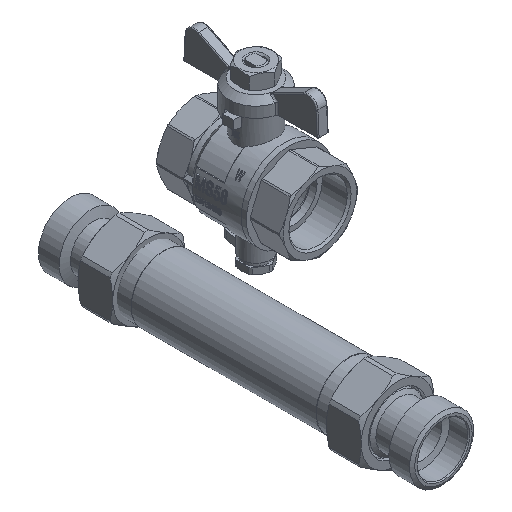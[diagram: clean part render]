
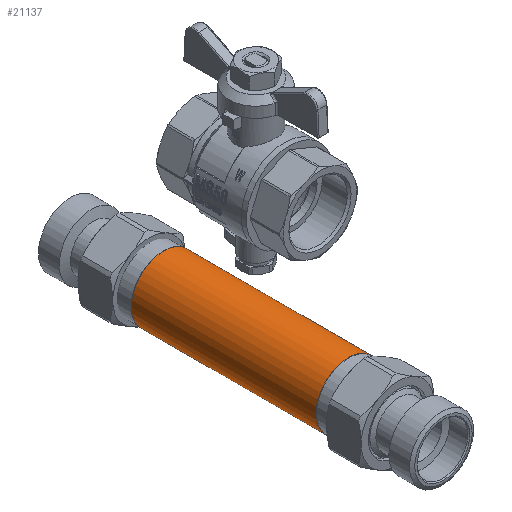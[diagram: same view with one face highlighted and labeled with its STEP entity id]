
A CAD part, isometric view. The second image highlights one B-rep face of the part: STEP entity #21137.
In plain terms, the highlighted cylindrical face has radius 16.85 mm (diameter 33.7 mm), a full revolution.
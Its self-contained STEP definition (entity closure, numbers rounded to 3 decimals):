
#5196=ORIENTED_EDGE('',*,*,#11672,.T.);
#5197=ORIENTED_EDGE('',*,*,#11673,.F.);
#11672=EDGE_CURVE('',#14910,#14910,#17098,.T.);
#11673=EDGE_CURVE('',#14911,#14911,#17099,.T.);
#14910=VERTEX_POINT('',#32670);
#14911=VERTEX_POINT('',#32672);
#17098=CIRCLE('',#22414,16.85);
#17099=CIRCLE('',#22415,16.85);
#17592=EDGE_LOOP('',(#5196));
#17593=EDGE_LOOP('',(#5197));
#18970=FACE_BOUND('',#17592,.T.);
#18971=FACE_BOUND('',#17593,.T.);
#20350=CYLINDRICAL_SURFACE('',#22413,16.85);
#21137=ADVANCED_FACE('',(#18970,#18971),#20350,.T.);
#22413=AXIS2_PLACEMENT_3D('',#32668,#25409,#25410);
#22414=AXIS2_PLACEMENT_3D('',#32669,#25411,#25412);
#22415=AXIS2_PLACEMENT_3D('',#32671,#25413,#25414);
#25409=DIRECTION('',(0.,1.,0.));
#25410=DIRECTION('',(0.,0.,1.));
#25411=DIRECTION('',(0.,1.,0.));
#25412=DIRECTION('',(1.,0.,0.));
#25413=DIRECTION('',(0.,1.,0.));
#25414=DIRECTION('',(0.,0.,-1.));
#32668=CARTESIAN_POINT('',(0.,-65.,0.));
#32669=CARTESIAN_POINT('',(0.,-48.,0.));
#32670=CARTESIAN_POINT('',(16.85,-48.,0.));
#32671=CARTESIAN_POINT('',(0.,48.,0.));
#32672=CARTESIAN_POINT('',(0.,48.,-16.85));
